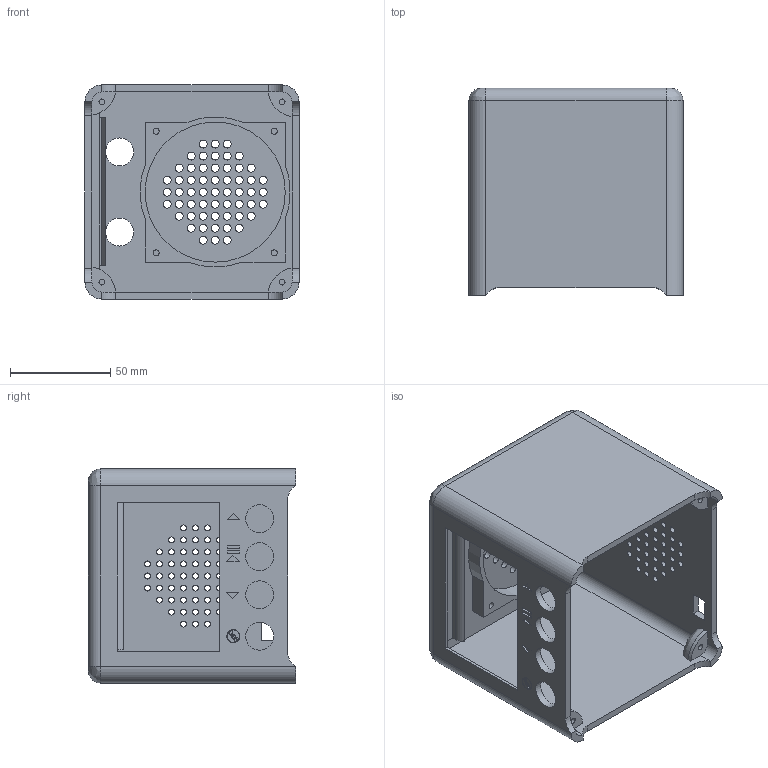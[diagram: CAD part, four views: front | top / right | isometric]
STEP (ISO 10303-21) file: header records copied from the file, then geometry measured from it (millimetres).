
FILE_DESCRIPTION(/* description */ (''),/* implementation_level */ '2;1');
FILE_NAME(/* name */ 'KidsBox.stp',/* time_stamp */ '2019-01-08T22:17:34+01:00',/* author */ ('nerv'),/* organization */ (''),/* preprocessor_version */ 'ST-DEVELOPER v16.1',/* originating_system */ 'Autodesk Inventor LT ',/* authorisation */ '');
FILE_SCHEMA (('AUTOMOTIVE_DESIGN { 1 0 10303 214 3 1 1 }'));
Length unit declared in the file: millimetre
Products named in the file (1): KidsBox
Bounding box: 107 x 103.5 x 107 mm (x, y, z)
Volume: 167888.7 mm3; surface area: 103609.7 mm2
Topology: 1 solids, 1 shells, 329 faces, 938 edges, 692 vertices
Faces by surface type: cylinder 165, plane 128, bspline 36
Full cylindrical faces by diameter (mm): 3 x68, 4 x57, 14 x6, 70 x1
Entity records: 10898 total; most frequent: CARTESIAN_POINT 2367, DIRECTION 1684, ORIENTED_EDGE 1476, EDGE_CURVE 738, EDGE_LOOP 733, AXIS2_PLACEMENT_3D 656, VERTEX_POINT 571, FACE_BOUND 404
